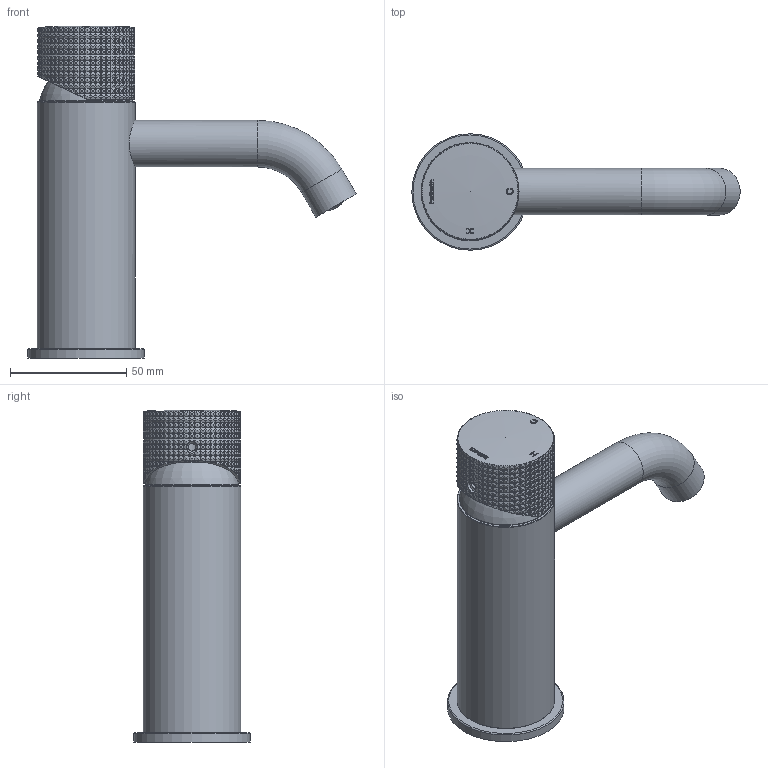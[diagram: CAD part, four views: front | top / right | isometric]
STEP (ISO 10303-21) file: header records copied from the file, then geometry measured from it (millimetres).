
FILE_DESCRIPTION(/* description */ ('Unknown'),/* implementation_level */ '2;1');
FILE_NAME(/* name */ 'GY003D-00',/* time_stamp */ '2024-11-04T13:06:31+01:00',/* author */ ('Unknown'),/* organization */ ('Unknown'),/* preprocessor_version */ 'ST-DEVELOPER v19.4',/* originating_system */ 'Solid Edge',/* authorisation */ 'Unknown');
FILE_SCHEMA (('AUTOMOTIVE_DESIGN {1 0 10303 214 3 1 1}'));
Length unit declared in the file: millimetre
Products named in the file (13): GY003D-00; CB003-01.IL; CB003-006.IL_oa_0; CB003-06.IL; CB003-02; GY003-002_oa_1; GY003-02; CB003-002; CB003-002-1; CB003-002-2; CB003-002-3; CB003-002-4; CB003-05
Assembly tree (12 placements, depth 3):
  GY003D-00
    CB003-01.IL
    CB003-006.IL_oa_0
      CB003-06.IL
    CB003-02
    GY003-002_oa_1
      GY003-02
    CB003-002
      CB003-002-1
      CB003-002-2
      CB003-002-3
      CB003-002-4
    CB003-05
Bounding box: 140.92 x 50 x 142.5 mm (x, y, z)
Volume: 71203.7 mm3; surface area: 58101.2 mm2
Topology: 9 solids, 9 shells, 4530 faces, 13187 edges, 8698 vertices
Faces by surface type: cylinder 2632, plane 1470, bspline 216, cone 124, torus 88
Full cylindrical faces by diameter (mm): 3.242 x1, 5 x1, 10.917 x1, 11 x1, 11.027 x2, 12 x2, 12.159 x1, 12.196 x1, 12.45 x1, 13.464 x1, 13.5 x1, 14 x1, 14.577 x1, 15.033 x1, 15.218 x1, 15.229 x1, 15.417 x1, 16 x1, 16.5 x1, 16.75 x1, 18 x1, 20 x2, 28.3 x1, 30.376 x2, 32.8 x1, 35 x1, 35.2 x2, 35.8 x3, 37 x1, 37.5 x2
Entity records: 193122 total; most frequent: CARTESIAN_POINT 56394, ORIENTED_EDGE 26022, DIRECTION 16645, EDGE_CURVE 13011, VERTEX_POINT 8642, B_SPLINE_CURVE_WITH_KNOTS 6906, AXIS2_PLACEMENT_3D 6234, FACE_BOUND 4677
